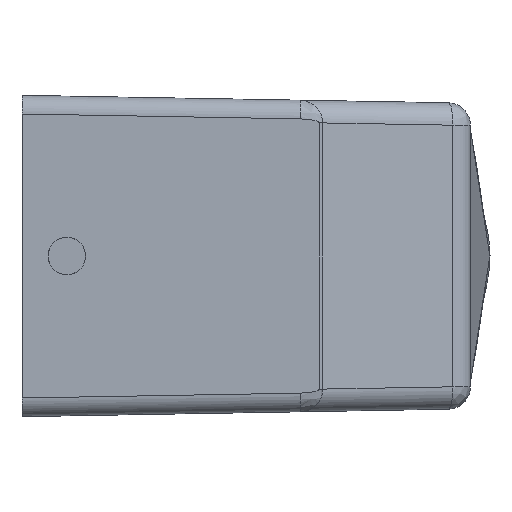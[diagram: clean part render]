
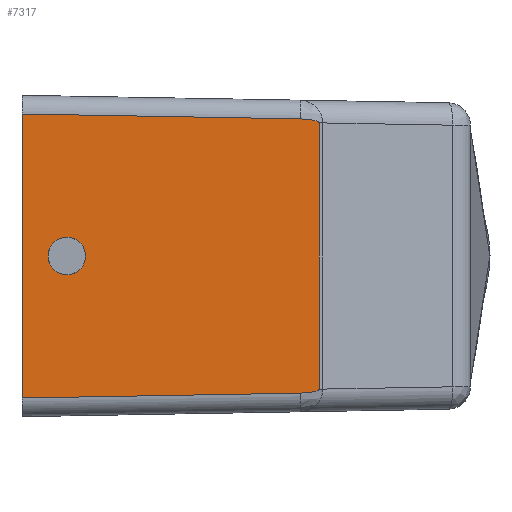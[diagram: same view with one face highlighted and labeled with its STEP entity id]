
A CAD part, left-side view. The second image highlights one B-rep face of the part: STEP entity #7317.
In plain terms, the highlighted planar face has unit normal (-1, -0.018, 0).
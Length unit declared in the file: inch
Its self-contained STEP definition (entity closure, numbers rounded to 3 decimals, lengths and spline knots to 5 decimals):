
#17 = VECTOR ( 'NONE', #5546, 39.37008 ) ;
#227 = AXIS2_PLACEMENT_3D ( 'NONE', #8987, #5632, #4890 ) ;
#311 = CARTESIAN_POINT ( 'NONE',  ( -1.29333, -1.15779, 0.72248 ) ) ;
#332 = VERTEX_POINT ( 'NONE', #2498 ) ;
#460 = B_SPLINE_CURVE_WITH_KNOTS ( 'NONE', 3,
 ( #5080, #1913, #8390, #5820, #5767, #9013 ),
 .UNSPECIFIED., .F., .F.,
 ( 4, 2, 4 ),
 ( 0., 0.5, 1. ),
 .UNSPECIFIED. ) ;
#777 = CARTESIAN_POINT ( 'NONE',  ( -1.31477, 0.07087, -0.09843 ) ) ;
#1056 = CARTESIAN_POINT ( 'NONE',  ( -1.31821, 0.26772, 0.09843 ) ) ;
#1121 = CARTESIAN_POINT ( 'NONE',  ( -1.29226, -1.21899, -0.71758 ) ) ;
#1335 = ORIENTED_EDGE ( 'NONE', *, *, #7359, .F. ) ;
#1420 = CARTESIAN_POINT ( 'NONE',  ( -1.29172, -1.24977, -0.70911 ) ) ;
#1474 = CARTESIAN_POINT ( 'NONE',  ( -1.3189, 0.30709, -0.74805 ) ) ;
#1479 = DIRECTION ( 'NONE',  ( 0.017, -1., 0.017 ) ) ;
#1494 = CARTESIAN_POINT ( 'NONE',  ( -1.29158, -1.25813, 0. ) ) ;
#1700 = VERTEX_POINT ( 'NONE', #4082 ) ;
#1913 = CARTESIAN_POINT ( 'NONE',  ( -1.29287, -1.18417, 0.72202 ) ) ;
#2091 = CARTESIAN_POINT ( 'NONE',  ( -1.29158, -1.25813, 0.70111 ) ) ;
#2180 = EDGE_CURVE ( 'NONE', #10335, #7386, #2334, .T. ) ;
#2293 = DIRECTION ( 'NONE',  ( 0., 0., 1. ) ) ;
#2307 = FACE_OUTER_BOUND ( 'NONE', #8735, .T. ) ;
#2334 = LINE ( 'NONE', #2943, #4913 ) ;
#2390 = EDGE_CURVE ( 'NONE', #332, #3191, #8887, .T. ) ;
#2397 = CARTESIAN_POINT ( 'NONE',  ( -1.3189, 0.30709, 0.74805 ) ) ;
#2450 = CARTESIAN_POINT ( 'NONE',  ( -1.31134, -0.12598, 0.09843 ) ) ;
#2498 = CARTESIAN_POINT ( 'NONE',  ( -1.31477, 0.07087, -0.09843 ) ) ;
#2735 = CARTESIAN_POINT ( 'NONE',  ( -1.29175, -1.24835, -0.70975 ) ) ;
#2772 = CARTESIAN_POINT ( 'NONE',  ( -1.31821, 0.26772, -0.09843 ) ) ;
#2838 = CARTESIAN_POINT ( 'NONE',  ( -1.29305, -1.17358, -0.72203 ) ) ;
#2921 = ORIENTED_EDGE ( 'NONE', *, *, #2390, .T. ) ;
#2943 = CARTESIAN_POINT ( 'NONE',  ( -1.3189, 0.30709, -0.74805 ) ) ;
#3061 = ORIENTED_EDGE ( 'NONE', *, *, #2180, .T. ) ;
#3102 = LINE ( 'NONE', #1494, #3801 ) ;
#3191 = VERTEX_POINT ( 'NONE', #7102 ) ;
#3278 = FACE_BOUND ( 'NONE', #5336, .T. ) ;
#3581 = EDGE_CURVE ( 'NONE', #10082, #9907, #7204, .T. ) ;
#3692 = EDGE_CURVE ( 'NONE', #9907, #6418, #460, .T. ) ;
#3801 = VECTOR ( 'NONE', #2293, 39.37008 ) ;
#4082 = CARTESIAN_POINT ( 'NONE',  ( -1.29158, -1.25813, -0.70111 ) ) ;
#4199 = LINE ( 'NONE', #9837, #10119 ) ;
#4348 = CARTESIAN_POINT ( 'NONE',  ( -1.29158, -1.25813, -0.70111 ) ) ;
#4450 = CARTESIAN_POINT ( 'NONE',  ( -1.29333, -1.15779, -0.72248 ) ) ;
#4486 = B_SPLINE_CURVE_WITH_KNOTS ( 'NONE', 3,
 ( #4450, #7694, #2838, #6805, #7645, #8454, #8696, #6102, #10042, #1121, #8741, #5994, #6053, #2735, #1420, #7100, #9193, #9243, #4348 ),
 .UNSPECIFIED., .F., .F.,
 ( 4, 1, 1, 1, 2, 2, 2, 1, 1, 2, 2, 4 ),
 ( 0., 0.125, 0.1875, 0.21875, 0.23437, 0.25, 0.5, 0.625, 0.6875, 0.71875, 0.75, 1. ),
 .UNSPECIFIED. ) ;
#4890 = DIRECTION ( 'NONE',  ( 0.017, -1., 0. ) ) ;
#4913 = VECTOR ( 'NONE', #1479, 39.37008 ) ;
#5080 = CARTESIAN_POINT ( 'NONE',  ( -1.29333, -1.15779, 0.72248 ) ) ;
#5336 = EDGE_LOOP ( 'NONE', ( #2921, #6091 ) ) ;
#5546 = DIRECTION ( 'NONE',  ( 0.017, -1., -0.017 ) ) ;
#5572 = EDGE_CURVE ( 'NONE', #3191, #332, #9877, .T. ) ;
#5632 = DIRECTION ( 'NONE',  ( -1., -0.017, 0. ) ) ;
#5767 = CARTESIAN_POINT ( 'NONE',  ( -1.29158, -1.25813, 0.70626 ) ) ;
#5820 = CARTESIAN_POINT ( 'NONE',  ( -1.29177, -1.24733, 0.71154 ) ) ;
#5994 = CARTESIAN_POINT ( 'NONE',  ( -1.29189, -1.2401, -0.7128 ) ) ;
#6053 = CARTESIAN_POINT ( 'NONE',  ( -1.29179, -1.2461, -0.71069 ) ) ;
#6067 = CARTESIAN_POINT ( 'NONE',  ( -1.29333, -1.15779, -0.72248 ) ) ;
#6091 = ORIENTED_EDGE ( 'NONE', *, *, #5572, .T. ) ;
#6102 = CARTESIAN_POINT ( 'NONE',  ( -1.2927, -1.19395, -0.72053 ) ) ;
#6418 = VERTEX_POINT ( 'NONE', #2091 ) ;
#6742 = EDGE_CURVE ( 'NONE', #7386, #1700, #4486, .T. ) ;
#6805 = CARTESIAN_POINT ( 'NONE',  ( -1.29287, -1.18427, -0.72134 ) ) ;
#6886 = ORIENTED_EDGE ( 'NONE', *, *, #3581, .F. ) ;
#7100 = CARTESIAN_POINT ( 'NONE',  ( -1.29171, -1.2505, -0.70876 ) ) ;
#7102 = CARTESIAN_POINT ( 'NONE',  ( -1.31477, 0.07087, 0.09843 ) ) ;
#7204 = LINE ( 'NONE', #8003, #17 ) ;
#7317 = ADVANCED_FACE ( 'NONE', ( #2307, #3278 ), #10474, .T. ) ;
#7359 = EDGE_CURVE ( 'NONE', #10335, #10082, #4199, .T. ) ;
#7386 = VERTEX_POINT ( 'NONE', #6067 ) ;
#7558 = ORIENTED_EDGE ( 'NONE', *, *, #3692, .F. ) ;
#7635 = CARTESIAN_POINT ( 'NONE',  ( -1.31477, 0.07087, 0.09843 ) ) ;
#7645 = CARTESIAN_POINT ( 'NONE',  ( -1.29277, -1.18954, -0.72092 ) ) ;
#7694 = CARTESIAN_POINT ( 'NONE',  ( -1.29322, -1.16417, -0.72237 ) ) ;
#8003 = CARTESIAN_POINT ( 'NONE',  ( -1.31853, 0.2858, 0.74767 ) ) ;
#8311 = DIRECTION ( 'NONE',  ( 0., 0., 1. ) ) ;
#8390 = CARTESIAN_POINT ( 'NONE',  ( -1.29241, -1.2102, 0.71945 ) ) ;
#8454 = CARTESIAN_POINT ( 'NONE',  ( -1.29273, -1.19178, -0.72073 ) ) ;
#8696 = CARTESIAN_POINT ( 'NONE',  ( -1.29271, -1.19327, -0.72059 ) ) ;
#8735 = EDGE_LOOP ( 'NONE', ( #3061, #9522, #10401, #7558, #6886, #1335 ) ) ;
#8741 = CARTESIAN_POINT ( 'NONE',  ( -1.292, -1.23365, -0.71446 ) ) ;
#8872 = EDGE_CURVE ( 'NONE', #1700, #6418, #3102, .T. ) ;
#8887 =( BOUNDED_CURVE ( )  B_SPLINE_CURVE ( 3, ( #10183, #2772, #1056, #7635 ),
 .UNSPECIFIED., .F., .T. ) 
 B_SPLINE_CURVE_WITH_KNOTS ( ( 4, 4 ),
 ( 1.5708, 4.71239 ),
 .UNSPECIFIED. ) 
 CURVE ( )  GEOMETRIC_REPRESENTATION_ITEM ( )  RATIONAL_B_SPLINE_CURVE ( ( 1., 0.333, 0.333, 1. ) ) 
 REPRESENTATION_ITEM ( '' )  );
#8904 = CARTESIAN_POINT ( 'NONE',  ( -1.31134, -0.12598, -0.09843 ) ) ;
#8987 = CARTESIAN_POINT ( 'NONE',  ( -1.3189, 0.30709, 0. ) ) ;
#9013 = CARTESIAN_POINT ( 'NONE',  ( -1.29158, -1.25813, 0.70111 ) ) ;
#9193 = CARTESIAN_POINT ( 'NONE',  ( -1.29162, -1.25578, -0.70606 ) ) ;
#9243 = CARTESIAN_POINT ( 'NONE',  ( -1.29158, -1.25813, -0.70361 ) ) ;
#9522 = ORIENTED_EDGE ( 'NONE', *, *, #6742, .T. ) ;
#9698 = CARTESIAN_POINT ( 'NONE',  ( -1.31477, 0.07087, 0.09843 ) ) ;
#9837 = CARTESIAN_POINT ( 'NONE',  ( -1.3189, 0.30709, 0. ) ) ;
#9877 =( BOUNDED_CURVE ( )  B_SPLINE_CURVE ( 3, ( #9698, #2450, #8904, #777 ),
 .UNSPECIFIED., .F., .T. ) 
 B_SPLINE_CURVE_WITH_KNOTS ( ( 4, 4 ),
 ( 4.71239, 7.85398 ),
 .UNSPECIFIED. ) 
 CURVE ( )  GEOMETRIC_REPRESENTATION_ITEM ( )  RATIONAL_B_SPLINE_CURVE ( ( 1., 0.333, 0.333, 1. ) ) 
 REPRESENTATION_ITEM ( '' )  );
#9907 = VERTEX_POINT ( 'NONE', #311 ) ;
#10042 = CARTESIAN_POINT ( 'NONE',  ( -1.29246, -1.20762, -0.71924 ) ) ;
#10082 = VERTEX_POINT ( 'NONE', #2397 ) ;
#10119 = VECTOR ( 'NONE', #8311, 39.37008 ) ;
#10183 = CARTESIAN_POINT ( 'NONE',  ( -1.31477, 0.07087, -0.09843 ) ) ;
#10335 = VERTEX_POINT ( 'NONE', #1474 ) ;
#10401 = ORIENTED_EDGE ( 'NONE', *, *, #8872, .T. ) ;
#10474 = PLANE ( 'NONE',  #227 ) ;
